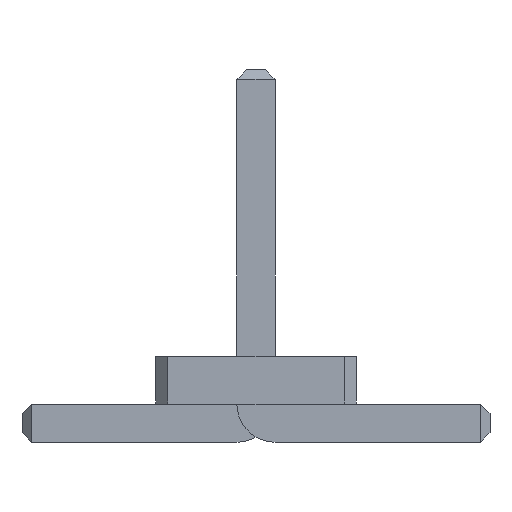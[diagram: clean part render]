
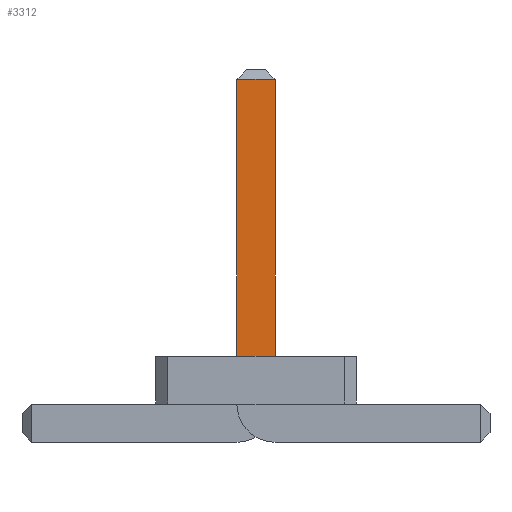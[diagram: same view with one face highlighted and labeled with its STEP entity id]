
A CAD part, front view. The second image highlights one B-rep face of the part: STEP entity #3312.
In plain terms, the highlighted planar face has unit normal (0, -1, 0).
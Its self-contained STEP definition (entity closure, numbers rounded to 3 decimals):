
#1300 = VERTEX_POINT('',#1301);
#1301 = CARTESIAN_POINT('',(0.2,-4.01,0.9));
#1316 = VERTEX_POINT('',#1317);
#1317 = CARTESIAN_POINT('',(-0.2,-4.01,0.9));
#1323 = EDGE_CURVE('',#1300,#1316,#1324,.T.);
#1324 = LINE('',#1325,#1326);
#1325 = CARTESIAN_POINT('',(-0.562,-4.01,0.9));
#1326 = VECTOR('',#1327,1.);
#1327 = DIRECTION('',(-1.,-0.,-0.));
#3294 = VERTEX_POINT('',#3295);
#3295 = CARTESIAN_POINT('',(0.2,-4.01,3.8));
#3301 = EDGE_CURVE('',#3294,#1300,#3302,.T.);
#3302 = LINE('',#3303,#3304);
#3303 = CARTESIAN_POINT('',(0.2,-4.01,3.9));
#3304 = VECTOR('',#3305,1.);
#3305 = DIRECTION('',(0.,0.,-1.));
#3312 = ADVANCED_FACE('',(#3313),#3331,.T.);
#3313 = FACE_BOUND('',#3314,.T.);
#3314 = EDGE_LOOP('',(#3315,#3323,#3324,#3325));
#3315 = ORIENTED_EDGE('',*,*,#3316,.F.);
#3316 = EDGE_CURVE('',#1316,#3317,#3319,.T.);
#3317 = VERTEX_POINT('',#3318);
#3318 = CARTESIAN_POINT('',(-0.2,-4.01,3.8));
#3319 = LINE('',#3320,#3321);
#3320 = CARTESIAN_POINT('',(-0.2,-4.01,0.));
#3321 = VECTOR('',#3322,1.);
#3322 = DIRECTION('',(0.,0.,1.));
#3323 = ORIENTED_EDGE('',*,*,#1323,.F.);
#3324 = ORIENTED_EDGE('',*,*,#3301,.F.);
#3325 = ORIENTED_EDGE('',*,*,#3326,.F.);
#3326 = EDGE_CURVE('',#3317,#3294,#3327,.T.);
#3327 = LINE('',#3328,#3329);
#3328 = CARTESIAN_POINT('',(-0.2,-4.01,3.8));
#3329 = VECTOR('',#3330,1.);
#3330 = DIRECTION('',(1.,0.,0.));
#3331 = PLANE('',#3332);
#3332 = AXIS2_PLACEMENT_3D('',#3333,#3334,#3335);
#3333 = CARTESIAN_POINT('',(-0.2,-4.01,3.9));
#3334 = DIRECTION('',(0.,-1.,0.));
#3335 = DIRECTION('',(0.,0.,-1.));
